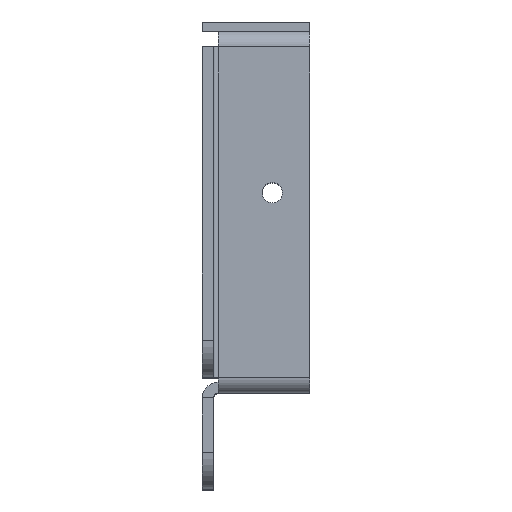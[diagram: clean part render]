
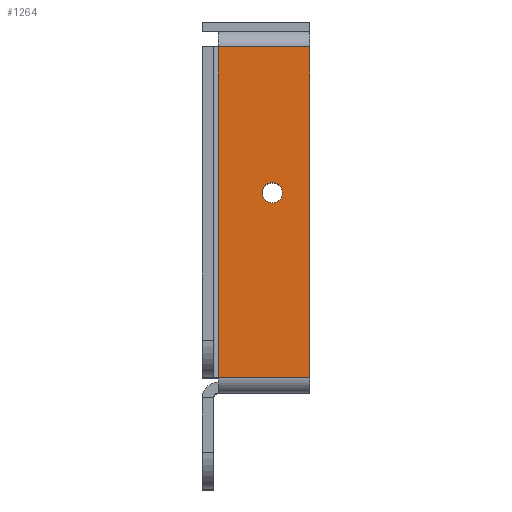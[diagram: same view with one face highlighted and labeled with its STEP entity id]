
A CAD part, top view. The second image highlights one B-rep face of the part: STEP entity #1264.
In plain terms, the highlighted planar face has unit normal (0, 0, 1).
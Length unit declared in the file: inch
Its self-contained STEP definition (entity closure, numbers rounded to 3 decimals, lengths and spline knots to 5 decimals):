
#41=FACE_BOUND('',#271,.T.);
#48=CIRCLE('',#1292,0.068);
#178=FACE_OUTER_BOUND('',#270,.T.);
#270=EDGE_LOOP('',(#1017,#1018,#1019,#1020));
#271=EDGE_LOOP('',(#1021));
#335=LINE('',#1937,#445);
#371=LINE('',#2048,#481);
#377=LINE('',#2062,#487);
#379=LINE('',#2065,#489);
#445=VECTOR('',#1564,2.2155);
#481=VECTOR('',#1700,0.6135);
#487=VECTOR('',#1720,2.2155);
#489=VECTOR('',#1724,0.6135);
#522=VERTEX_POINT('',#1820);
#560=VERTEX_POINT('',#1922);
#561=VERTEX_POINT('',#1926);
#587=VERTEX_POINT('',#2047);
#588=VERTEX_POINT('',#2061);
#616=EDGE_CURVE('',#522,#522,#48,.T.);
#671=EDGE_CURVE('',#560,#561,#335,.T.);
#728=EDGE_CURVE('',#587,#560,#371,.T.);
#735=EDGE_CURVE('',#587,#588,#377,.T.);
#737=EDGE_CURVE('',#561,#588,#379,.T.);
#1017=ORIENTED_EDGE('',*,*,#671,.T.);
#1018=ORIENTED_EDGE('',*,*,#737,.T.);
#1019=ORIENTED_EDGE('',*,*,#735,.F.);
#1020=ORIENTED_EDGE('',*,*,#728,.T.);
#1021=ORIENTED_EDGE('',*,*,#616,.T.);
#1112=PLANE('',#1389);
#1264=ADVANCED_FACE('',(#178,#41),#1112,.T.);
#1292=AXIS2_PLACEMENT_3D('',#1821,#1448,#1449);
#1389=AXIS2_PLACEMENT_3D('',#2064,#1722,#1723);
#1448=DIRECTION('center_axis',(0.,0.,-1.));
#1449=DIRECTION('ref_axis',(1.,0.,0.));
#1564=DIRECTION('',(0.,-1.,0.));
#1700=DIRECTION('',(-1.,0.,0.));
#1720=DIRECTION('',(0.,-1.,0.));
#1722=DIRECTION('center_axis',(0.,0.,1.));
#1723=DIRECTION('ref_axis',(1.,0.,0.));
#1724=DIRECTION('',(1.,0.,0.));
#1820=CARTESIAN_POINT('',(0.00438,0.13075,0.074));
#1821=CARTESIAN_POINT('Origin',(0.07238,0.13075,0.074));
#1922=CARTESIAN_POINT('',(-0.29113,1.10775,0.074));
#1926=CARTESIAN_POINT('',(-0.29113,-1.10775,0.074));
#1937=CARTESIAN_POINT('',(-0.29113,-0.55388,0.074));
#2047=CARTESIAN_POINT('',(0.32238,1.10775,0.074));
#2048=CARTESIAN_POINT('',(0.16119,1.10775,0.074));
#2061=CARTESIAN_POINT('',(0.32238,-1.10775,0.074));
#2062=CARTESIAN_POINT('',(0.32238,-1.213,0.074));
#2064=CARTESIAN_POINT('Origin',(0.,0.,
0.074));
#2065=CARTESIAN_POINT('',(-0.16119,-1.10775,0.074));
